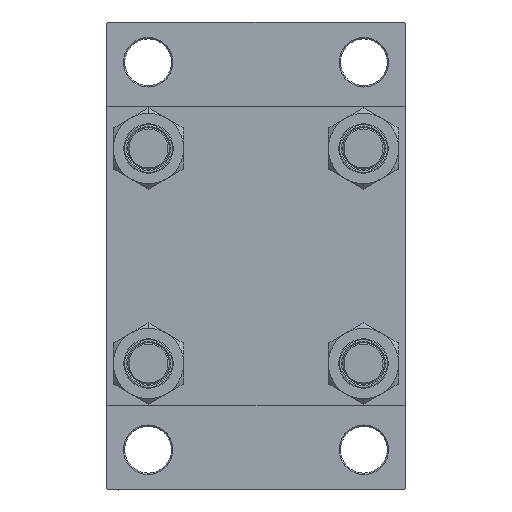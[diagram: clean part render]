
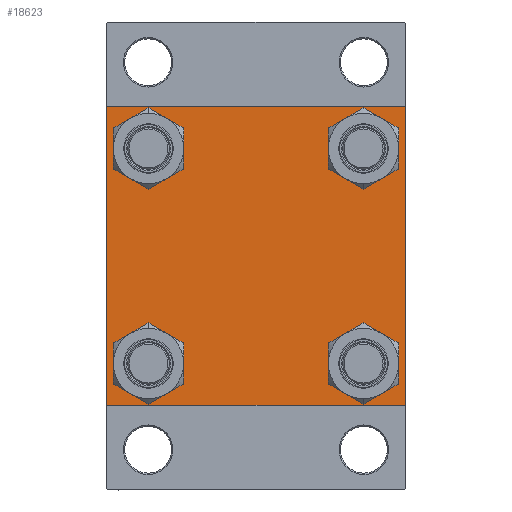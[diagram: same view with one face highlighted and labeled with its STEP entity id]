
A CAD part, left-side view. The second image highlights one B-rep face of the part: STEP entity #18623.
In plain terms, the highlighted planar face has unit normal (-1, 0, 0).
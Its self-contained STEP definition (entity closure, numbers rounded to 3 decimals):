
#18 = DIRECTION ( 'NONE',  ( 0., 0., 1. ) ) ;
#501 = AXIS2_PLACEMENT_3D ( 'NONE', #32406, #28296, #2486 ) ;
#686 = AXIS2_PLACEMENT_3D ( 'NONE', #21276, #44374, #43662 ) ;
#896 = VERTEX_POINT ( 'NONE', #35739 ) ;
#1385 = ORIENTED_EDGE ( 'NONE', *, *, #47467, .F. ) ;
#1444 = DIRECTION ( 'NONE',  ( 0., 0., 1. ) ) ;
#1685 = ORIENTED_EDGE ( 'NONE', *, *, #5537, .T. ) ;
#1738 = FACE_BOUND ( 'NONE', #4594, .T. ) ;
#1964 = EDGE_CURVE ( 'NONE', #47144, #33626, #38181, .T. ) ;
#1969 = VECTOR ( 'NONE', #5895, 1000. ) ;
#2147 = EDGE_CURVE ( 'NONE', #23037, #32843, #31004, .T. ) ;
#2443 = VERTEX_POINT ( 'NONE', #19523 ) ;
#2461 = AXIS2_PLACEMENT_3D ( 'NONE', #12217, #8334, #15393 ) ;
#2486 = DIRECTION ( 'NONE',  ( 0., 0., 1. ) ) ;
#2594 = DIRECTION ( 'NONE',  ( 1., 0., 0. ) ) ;
#3292 = ORIENTED_EDGE ( 'NONE', *, *, #46307, .T. ) ;
#3310 = CARTESIAN_POINT ( 'NONE',  ( 0., -41.35, 41.35 ) ) ;
#3383 = CARTESIAN_POINT ( 'NONE',  ( 0., 41.35, 49.85 ) ) ;
#3402 = ORIENTED_EDGE ( 'NONE', *, *, #33057, .T. ) ;
#4385 = CARTESIAN_POINT ( 'NONE',  ( 0., -57.5, 57.5 ) ) ;
#4594 = EDGE_LOOP ( 'NONE', ( #3292, #43586 ) ) ;
#4625 = AXIS2_PLACEMENT_3D ( 'NONE', #37787, #30712, #37549 ) ;
#4864 = DIRECTION ( 'NONE',  ( 1., 0., 0. ) ) ;
#5218 = CARTESIAN_POINT ( 'NONE',  ( 0., 41.35, 32.85 ) ) ;
#5537 = EDGE_CURVE ( 'NONE', #29504, #40799, #16112, .T. ) ;
#5621 = VECTOR ( 'NONE', #7801, 1000. ) ;
#5638 = PLANE ( 'NONE',  #26229 ) ;
#5797 = VERTEX_POINT ( 'NONE', #39473 ) ;
#5847 = EDGE_CURVE ( 'NONE', #19456, #14474, #13500, .T. ) ;
#5895 = DIRECTION ( 'NONE',  ( 0., 0.707, -0.707 ) ) ;
#6002 = EDGE_CURVE ( 'NONE', #27181, #896, #22033, .T. ) ;
#7801 = DIRECTION ( 'NONE',  ( 0., 0., -1. ) ) ;
#8334 = DIRECTION ( 'NONE',  ( 1., 0., 0. ) ) ;
#9063 = CARTESIAN_POINT ( 'NONE',  ( 0., -57.25, -57.25 ) ) ;
#9602 = DIRECTION ( 'NONE',  ( 0., 0., 1. ) ) ;
#10145 = DIRECTION ( 'NONE',  ( 0., 0., 1. ) ) ;
#11681 = ORIENTED_EDGE ( 'NONE', *, *, #6002, .T. ) ;
#12217 = CARTESIAN_POINT ( 'NONE',  ( 0., 41.35, -41.35 ) ) ;
#12296 = DIRECTION ( 'NONE',  ( 0., -1., 0. ) ) ;
#12454 = FACE_OUTER_BOUND ( 'NONE', #29651, .T. ) ;
#12514 = LINE ( 'NONE', #25163, #14667 ) ;
#12559 = LINE ( 'NONE', #46632, #27043 ) ;
#12679 = AXIS2_PLACEMENT_3D ( 'NONE', #40899, #22169, #18 ) ;
#13172 = VECTOR ( 'NONE', #12296, 1000. ) ;
#13174 = ORIENTED_EDGE ( 'NONE', *, *, #2147, .T. ) ;
#13500 = CIRCLE ( 'NONE', #12679, 8.5 ) ;
#14474 = VERTEX_POINT ( 'NONE', #3383 ) ;
#14538 = CARTESIAN_POINT ( 'NONE',  ( 0., 57.5, -57. ) ) ;
#14667 = VECTOR ( 'NONE', #39048, 1000. ) ;
#14759 = EDGE_CURVE ( 'NONE', #43764, #23037, #27809, .T. ) ;
#15393 = DIRECTION ( 'NONE',  ( 0., 0., 1. ) ) ;
#15468 = EDGE_LOOP ( 'NONE', ( #37005, #28508 ) ) ;
#16097 = DIRECTION ( 'NONE',  ( -1., 0., 0. ) ) ;
#16112 = LINE ( 'NONE', #9063, #46919 ) ;
#16128 = CARTESIAN_POINT ( 'NONE',  ( 0., 57.5, -57.5 ) ) ;
#16825 = DIRECTION ( 'NONE',  ( 0., 0., 1. ) ) ;
#16840 = CIRCLE ( 'NONE', #501, 8.5 ) ;
#16890 = DIRECTION ( 'NONE',  ( 0., 0., -1. ) ) ;
#17026 = ORIENTED_EDGE ( 'NONE', *, *, #14759, .T. ) ;
#18076 = CARTESIAN_POINT ( 'NONE',  ( 0., 57., 57.5 ) ) ;
#18623 = ADVANCED_FACE ( 'NONE', ( #35567, #46767, #1738, #28274, #12454 ), #5638, .T. ) ;
#19386 = CIRCLE ( 'NONE', #4625, 8.5 ) ;
#19456 = VERTEX_POINT ( 'NONE', #5218 ) ;
#19523 = CARTESIAN_POINT ( 'NONE',  ( 0., 41.35, -49.85 ) ) ;
#19674 = CARTESIAN_POINT ( 'NONE',  ( 0., 57.5, 57. ) ) ;
#19993 = EDGE_CURVE ( 'NONE', #14474, #19456, #16840, .T. ) ;
#21276 = CARTESIAN_POINT ( 'NONE',  ( 0., -41.35, -41.35 ) ) ;
#21559 = CARTESIAN_POINT ( 'NONE',  ( 0., -57., -57.5 ) ) ;
#21694 = CIRCLE ( 'NONE', #686, 8.5 ) ;
#21896 = AXIS2_PLACEMENT_3D ( 'NONE', #3310, #2594, #10145 ) ;
#22033 = CIRCLE ( 'NONE', #32892, 8.5 ) ;
#22169 = DIRECTION ( 'NONE',  ( 1., 0., 0. ) ) ;
#22480 = LINE ( 'NONE', #16128, #37876 ) ;
#23037 = VERTEX_POINT ( 'NONE', #19674 ) ;
#23391 = ORIENTED_EDGE ( 'NONE', *, *, #36969, .F. ) ;
#23710 = EDGE_LOOP ( 'NONE', ( #11681, #37217 ) ) ;
#24741 = AXIS2_PLACEMENT_3D ( 'NONE', #28812, #40009, #9602 ) ;
#25163 = CARTESIAN_POINT ( 'NONE',  ( 0., 57.25, -57.25 ) ) ;
#26229 = AXIS2_PLACEMENT_3D ( 'NONE', #38740, #16097, #16825 ) ;
#26788 = ORIENTED_EDGE ( 'NONE', *, *, #5847, .T. ) ;
#26903 = CARTESIAN_POINT ( 'NONE',  ( 0., 57., -57.5 ) ) ;
#27043 = VECTOR ( 'NONE', #35181, 1000. ) ;
#27092 = EDGE_CURVE ( 'NONE', #32843, #36907, #12514, .T. ) ;
#27181 = VERTEX_POINT ( 'NONE', #46589 ) ;
#27191 = EDGE_CURVE ( 'NONE', #2443, #35011, #37168, .T. ) ;
#27809 = LINE ( 'NONE', #42888, #1969 ) ;
#28274 = FACE_BOUND ( 'NONE', #41182, .T. ) ;
#28296 = DIRECTION ( 'NONE',  ( 1., 0., 0. ) ) ;
#28345 = LINE ( 'NONE', #4385, #5621 ) ;
#28508 = ORIENTED_EDGE ( 'NONE', *, *, #1964, .T. ) ;
#28812 = CARTESIAN_POINT ( 'NONE',  ( 0., 41.35, -41.35 ) ) ;
#29285 = CARTESIAN_POINT ( 'NONE',  ( 0., 41.35, -32.85 ) ) ;
#29393 = CARTESIAN_POINT ( 'NONE',  ( 0., -41.35, 49.85 ) ) ;
#29504 = VERTEX_POINT ( 'NONE', #21559 ) ;
#29651 = EDGE_LOOP ( 'NONE', ( #13174, #31284, #3402, #1685, #1385, #40171, #23391, #17026 ) ) ;
#30712 = DIRECTION ( 'NONE',  ( 1., 0., 0. ) ) ;
#30774 = LINE ( 'NONE', #45630, #13172 ) ;
#31004 = LINE ( 'NONE', #45616, #35901 ) ;
#31284 = ORIENTED_EDGE ( 'NONE', *, *, #27092, .T. ) ;
#31614 = CARTESIAN_POINT ( 'NONE',  ( 0., -41.35, -41.35 ) ) ;
#32281 = CARTESIAN_POINT ( 'NONE',  ( 0., -41.35, 32.85 ) ) ;
#32406 = CARTESIAN_POINT ( 'NONE',  ( 0., 41.35, 41.35 ) ) ;
#32843 = VERTEX_POINT ( 'NONE', #14538 ) ;
#32892 = AXIS2_PLACEMENT_3D ( 'NONE', #31614, #4864, #1444 ) ;
#33057 = EDGE_CURVE ( 'NONE', #36907, #29504, #22480, .T. ) ;
#33626 = VERTEX_POINT ( 'NONE', #29393 ) ;
#33829 = EDGE_CURVE ( 'NONE', #39596, #5797, #12559, .T. ) ;
#35011 = VERTEX_POINT ( 'NONE', #29285 ) ;
#35181 = DIRECTION ( 'NONE',  ( 0., 0.707, 0.707 ) ) ;
#35567 = FACE_BOUND ( 'NONE', #15468, .T. ) ;
#35739 = CARTESIAN_POINT ( 'NONE',  ( 0., -41.35, -49.85 ) ) ;
#35901 = VECTOR ( 'NONE', #16890, 1000. ) ;
#36098 = EDGE_CURVE ( 'NONE', #896, #27181, #21694, .T. ) ;
#36371 = EDGE_CURVE ( 'NONE', #33626, #47144, #19386, .T. ) ;
#36516 = ORIENTED_EDGE ( 'NONE', *, *, #19993, .T. ) ;
#36907 = VERTEX_POINT ( 'NONE', #26903 ) ;
#36969 = EDGE_CURVE ( 'NONE', #43764, #5797, #30774, .T. ) ;
#37005 = ORIENTED_EDGE ( 'NONE', *, *, #36371, .T. ) ;
#37168 = CIRCLE ( 'NONE', #24741, 8.5 ) ;
#37217 = ORIENTED_EDGE ( 'NONE', *, *, #36098, .T. ) ;
#37549 = DIRECTION ( 'NONE',  ( 0., 0., 1. ) ) ;
#37726 = CARTESIAN_POINT ( 'NONE',  ( 0., -57.5, 57. ) ) ;
#37787 = CARTESIAN_POINT ( 'NONE',  ( 0., -41.35, 41.35 ) ) ;
#37876 = VECTOR ( 'NONE', #40977, 1000. ) ;
#38181 = CIRCLE ( 'NONE', #21896, 8.5 ) ;
#38740 = CARTESIAN_POINT ( 'NONE',  ( 0., 0., 0. ) ) ;
#39048 = DIRECTION ( 'NONE',  ( 0., -0.707, -0.707 ) ) ;
#39473 = CARTESIAN_POINT ( 'NONE',  ( 0., -57., 57.5 ) ) ;
#39596 = VERTEX_POINT ( 'NONE', #37726 ) ;
#40009 = DIRECTION ( 'NONE',  ( 1., 0., 0. ) ) ;
#40171 = ORIENTED_EDGE ( 'NONE', *, *, #33829, .T. ) ;
#40584 = CIRCLE ( 'NONE', #2461, 8.5 ) ;
#40799 = VERTEX_POINT ( 'NONE', #42040 ) ;
#40899 = CARTESIAN_POINT ( 'NONE',  ( 0., 41.35, 41.35 ) ) ;
#40977 = DIRECTION ( 'NONE',  ( 0., -1., 0. ) ) ;
#41182 = EDGE_LOOP ( 'NONE', ( #36516, #26788 ) ) ;
#42040 = CARTESIAN_POINT ( 'NONE',  ( 0., -57.5, -57. ) ) ;
#42888 = CARTESIAN_POINT ( 'NONE',  ( 0., 57.25, 57.25 ) ) ;
#43586 = ORIENTED_EDGE ( 'NONE', *, *, #27191, .T. ) ;
#43662 = DIRECTION ( 'NONE',  ( 0., 0., 1. ) ) ;
#43764 = VERTEX_POINT ( 'NONE', #18076 ) ;
#44374 = DIRECTION ( 'NONE',  ( 1., 0., 0. ) ) ;
#45616 = CARTESIAN_POINT ( 'NONE',  ( 0., 57.5, 57.5 ) ) ;
#45630 = CARTESIAN_POINT ( 'NONE',  ( 0., 57.5, 57.5 ) ) ;
#45808 = DIRECTION ( 'NONE',  ( 0., -0.707, 0.707 ) ) ;
#46307 = EDGE_CURVE ( 'NONE', #35011, #2443, #40584, .T. ) ;
#46589 = CARTESIAN_POINT ( 'NONE',  ( 0., -41.35, -32.85 ) ) ;
#46632 = CARTESIAN_POINT ( 'NONE',  ( 0., -57.25, 57.25 ) ) ;
#46767 = FACE_BOUND ( 'NONE', #23710, .T. ) ;
#46919 = VECTOR ( 'NONE', #45808, 1000. ) ;
#47144 = VERTEX_POINT ( 'NONE', #32281 ) ;
#47467 = EDGE_CURVE ( 'NONE', #39596, #40799, #28345, .T. ) ;
